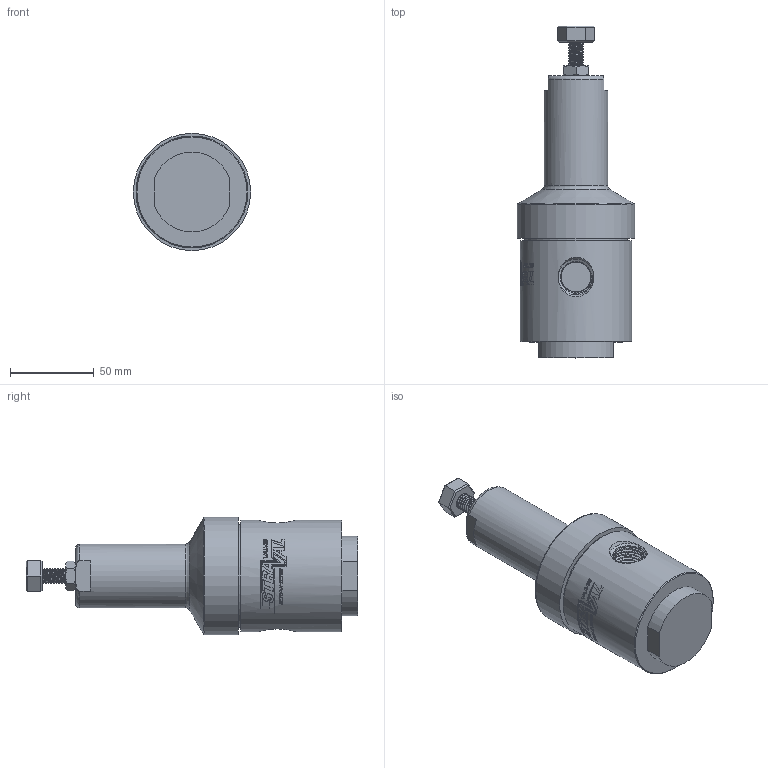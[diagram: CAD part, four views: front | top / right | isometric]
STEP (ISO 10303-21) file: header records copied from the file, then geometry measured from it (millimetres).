
FILE_DESCRIPTION (( 'STEP AP214' ), '1' );
FILE_NAME ('QS57635-PRS09i-05T-N10807.STEP', '2024-12-12T16:17:18', ( '' ), ( '' ), 'SwSTEP 2.0', 'SolidWorks 2018', '' );
FILE_SCHEMA (( 'AUTOMOTIVE_DESIGN' ));
Length unit declared in the file: inch
Products named in the file (2): QS57635-PRS09i-05T-N10807
Bounding box: 69.86 x 197.85 x 69.86 mm (x, y, z)
Volume: 397511.2 mm3; surface area: 41854.8 mm2
Topology: 2 solids, 2 shells, 319 faces, 810 edges, 529 vertices
Faces by surface type: plane 142, bspline 111, cylinder 39, cone 23, torus 4
Full cylindrical faces by diameter (mm): 2.032 x1, 9.023 x1, 10.312 x1, 38.107 x1, 61.341 x1, 61.78 x1, 66.675 x1, 69.857 x1
Entity records: 32219 total; most frequent: CARTESIAN_POINT 24640, ORIENTED_EDGE 1562, DIRECTION 963, EDGE_CURVE 781, VERTEX_POINT 520, B_SPLINE_CURVE_WITH_KNOTS 443, AXIS2_PLACEMENT_3D 434, EDGE_LOOP 375
